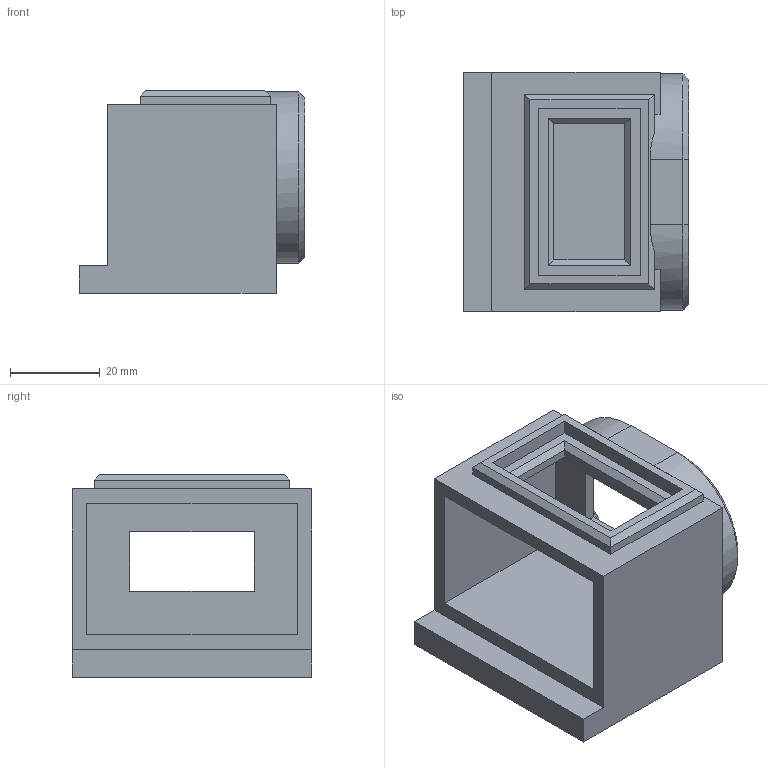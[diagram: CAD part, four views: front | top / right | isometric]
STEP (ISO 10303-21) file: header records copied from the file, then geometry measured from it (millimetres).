
FILE_DESCRIPTION( ( '' ), ' ' );
FILE_NAME( '5eac4441a92953155a812c6d.step', '2020-05-01T15:46:09', ( '' ), ( '' ), ' ', ' ', ' ' );
FILE_SCHEMA( ( 'AUTOMOTIVE_DESIGN { 1 0 10303 214 1 1 1 1 }' ) );
Length unit declared in the file: metre
Products named in the file (1): DBS05 - Source Adapter
Bounding box: 50.16 x 53.24 x 45.17 mm (x, y, z)
Volume: 39448 mm3; surface area: 18717.1 mm2
Topology: 1 solids, 1 shells, 58 faces, 143 edges, 90 vertices
Faces by surface type: plane 50, cylinder 4, cone 4
Entity records: 2163 total; most frequent: CARTESIAN_POINT 292, ORIENTED_EDGE 286, DIRECTION 277, EDGE_CURVE 143, LINE 127, VECTOR 127, VERTEX_POINT 90, AXIS2_PLACEMENT_3D 75
